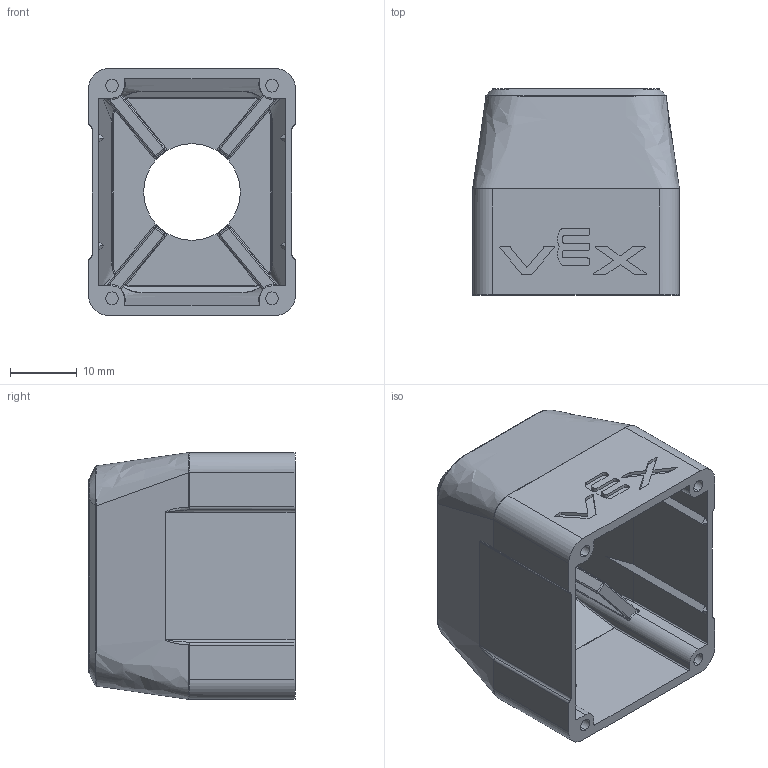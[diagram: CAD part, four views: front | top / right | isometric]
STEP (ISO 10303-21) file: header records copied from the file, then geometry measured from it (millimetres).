
FILE_DESCRIPTION (( 'STEP AP203' ), '1' );
FILE_NAME ('Case Top FLIR.STEP', '2020-09-03T19:49:22', ( '' ), ( '' ), 'SwSTEP 2.0', 'SolidWorks 2019', '' );
FILE_SCHEMA (( 'CONFIG_CONTROL_DESIGN' ));
Length unit declared in the file: millimetre
Products named in the file (1): Case Top FLIR
Bounding box: 31 x 30.9 x 37 mm (x, y, z)
Volume: 7774.8 mm3; surface area: 10540.3 mm2
Topology: 1 solids, 1 shells, 457 faces, 1213 edges, 749 vertices
Faces by surface type: bspline 218, plane 103, cylinder 80, sphere 40, torus 14, cone 2
Entity records: 24376 total; most frequent: CARTESIAN_POINT 14627, ORIENTED_EDGE 2386, DIRECTION 1470, EDGE_CURVE 1193, VERTEX_POINT 749, AXIS2_PLACEMENT_3D 531, B_SPLINE_CURVE_WITH_KNOTS 486, EDGE_LOOP 470
